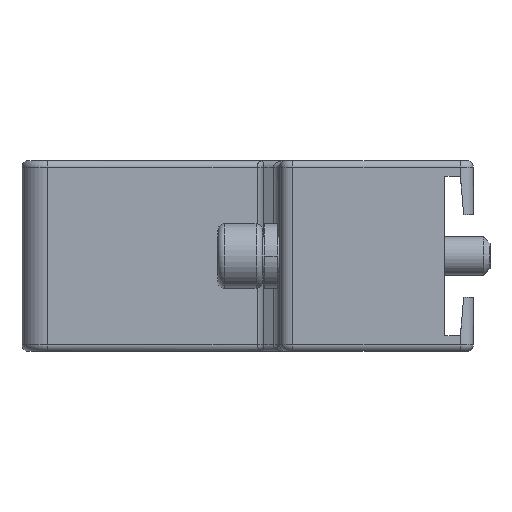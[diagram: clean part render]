
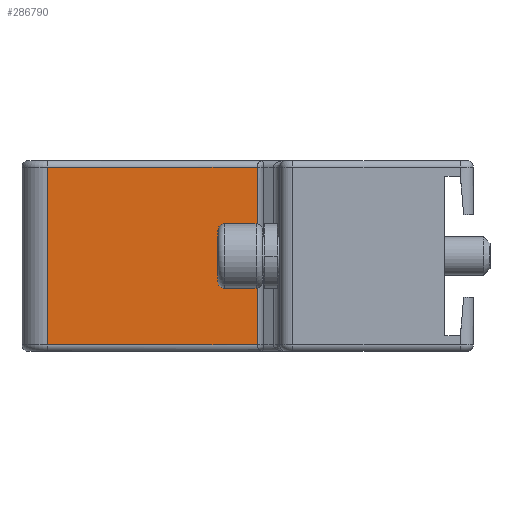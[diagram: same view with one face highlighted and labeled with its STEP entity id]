
A CAD part, left-side view. The second image highlights one B-rep face of the part: STEP entity #286790.
In plain terms, the highlighted planar face has unit normal (-1, 0, 0).
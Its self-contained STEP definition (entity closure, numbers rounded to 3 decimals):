
#15270=CARTESIAN_POINT('',(8.4,65.768,14.3));
#15280=VERTEX_POINT('',#15270);
#25120=CARTESIAN_POINT('',(8.4,82.,0.5));
#25130=VERTEX_POINT('',#25120);
#25160=CARTESIAN_POINT('',(8.4,0.,0.5));
#25170=DIRECTION('',(0.,-1.,0.));
#25180=VECTOR('',#25170,1.);
#25190=LINE('',#25160,#25180);
#25200=CARTESIAN_POINT('',(8.4,65.768,0.5));
#25210=VERTEX_POINT('',#25200);
#25220=EDGE_CURVE('',#25130,#25210,#25190,.T.);
#26100=CARTESIAN_POINT('',(8.4,0.,14.3));
#26110=DIRECTION('',(0.,-1.,0.));
#26120=VECTOR('',#26110,1.);
#26130=LINE('',#26100,#26120);
#26140=CARTESIAN_POINT('',(8.4,82.,14.3));
#26150=VERTEX_POINT('',#26140);
#26160=EDGE_CURVE('',#26150,#15280,#26130,.T.);
#286580=CARTESIAN_POINT('',(8.4,64.,0.));
#286590=DIRECTION('',(-1.,0.,0.));
#286600=DIRECTION('',(0.,1.,0.));
#286610=AXIS2_PLACEMENT_3D('',#286580,#286590,#286600);
#286620=PLANE('',#286610);
#286630=ORIENTED_EDGE('',*,*,#25220,.T.);
#286640=CARTESIAN_POINT('',(8.4,82.,0.));
#286650=DIRECTION('',(0.,0.,1.));
#286660=VECTOR('',#286650,1.);
#286670=LINE('',#286640,#286660);
#286680=EDGE_CURVE('',#25130,#26150,#286670,.T.);
#286690=ORIENTED_EDGE('',*,*,#286680,.F.);
#286700=ORIENTED_EDGE('',*,*,#26160,.F.);
#286710=CARTESIAN_POINT('',(8.4,65.768,0.));
#286720=DIRECTION('',(0.,0.,1.));
#286730=VECTOR('',#286720,1.);
#286740=LINE('',#286710,#286730);
#286750=EDGE_CURVE('',#25210,#15280,#286740,.T.);
#286760=ORIENTED_EDGE('',*,*,#286750,.T.);
#286770=EDGE_LOOP('',(#286760,#286700,#286690,#286630));
#286780=FACE_OUTER_BOUND('',#286770,.T.);
#286790=ADVANCED_FACE('',(#286780),#286620,.T.);
